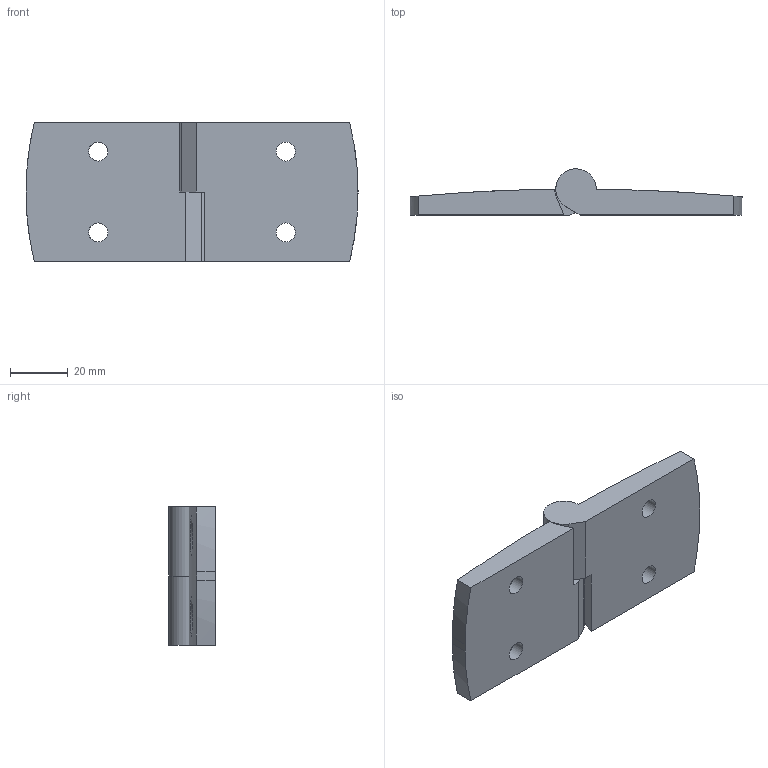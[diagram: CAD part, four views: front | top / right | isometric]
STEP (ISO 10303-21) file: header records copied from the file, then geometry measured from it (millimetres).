
FILE_DESCRIPTION( ( 'STEP AP214' ), '1' );
FILE_NAME( 'K1345.065833330.stp', '2020-12-10T11:44:49', ( '' ), ( '' ), ' ', 'PARTsolutions', ' ' );
FILE_SCHEMA( ( 'AUTOMOTIVE_DESIGN { 1 0 10303 214 1 1 1 1 }' ) );
Length unit declared in the file: millimetre
Products named in the file (3): K1345.065833330; _27870-01_scharnier_re5; _27870-01_scharnier_li5
Assembly tree (2 placements, depth 2):
  K1345.065833330
    _27870-01_scharnier_re5
    _27870-01_scharnier_li5
Bounding box: 115 x 16 x 48 mm (x, y, z)
Volume: 45240.7 mm3; surface area: 15936.2 mm2
Topology: 2 solids, 2 shells, 36 faces, 90 edges, 60 vertices
Faces by surface type: cylinder 16, plane 16, cone 4
Full cylindrical faces by diameter (mm): 6 x2, 6.6 x4
Entity records: 1704 total; most frequent: CARTESIAN_POINT 535, DIRECTION 176, ORIENTED_EDGE 152, EDGE_CURVE 76, AXIS2_PLACEMENT_3D 69, EDGE_LOOP 56, VERTEX_POINT 56, FACE_OUTER_BOUND 42
